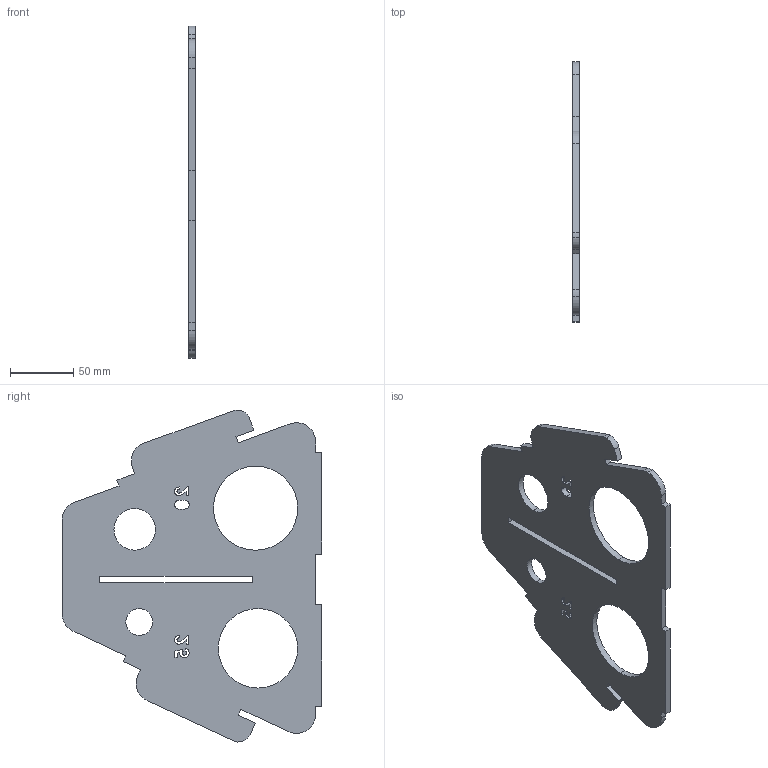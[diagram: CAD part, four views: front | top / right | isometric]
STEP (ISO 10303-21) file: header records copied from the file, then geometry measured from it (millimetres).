
FILE_DESCRIPTION (( 'STEP AP214' ), '1' );
FILE_NAME ('Variable angle foot rest - wall z 2025 hooked.STEP', '2023-07-03T13:55:43', ( '' ), ( '' ), 'SwSTEP 2.0', 'SolidWorks 2020', '' );
FILE_SCHEMA (( 'AUTOMOTIVE_DESIGN' ));
Length unit declared in the file: millimetre
Products named in the file (1): Variable angle foot rest - wall z 2025 hooked
Bounding box: 5 x 205.05 x 261.87 mm (x, y, z)
Volume: 161239.9 mm3; surface area: 74055.7 mm2
Topology: 1 solids, 1 shells, 98 faces, 288 edges, 192 vertices
Faces by surface type: plane 55, bspline 25, cylinder 18
Entity records: 4540 total; most frequent: CARTESIAN_POINT 1996, ORIENTED_EDGE 576, DIRECTION 422, EDGE_CURVE 288, VECTOR 202, LINE 202, VERTEX_POINT 192, EDGE_LOOP 116
